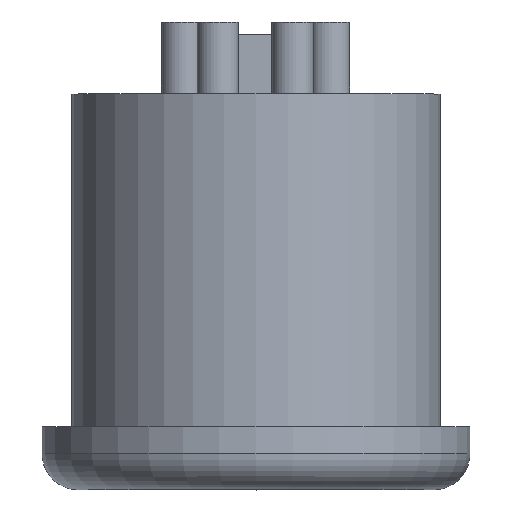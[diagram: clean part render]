
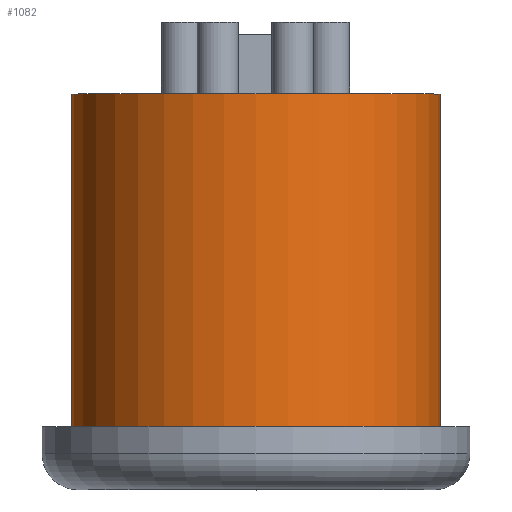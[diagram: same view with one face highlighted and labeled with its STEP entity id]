
A CAD part, top view. The second image highlights one B-rep face of the part: STEP entity #1082.
In plain terms, the highlighted cylindrical face has radius 10.25 mm (diameter 20.5 mm), a partial arc.
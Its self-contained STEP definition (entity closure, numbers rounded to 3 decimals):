
#269=DIRECTION('',(0.,1.,0.));
#270=VECTOR('',#269,18.5);
#271=CARTESIAN_POINT('',(10.25,3.5,0.));
#272=LINE('',#271,#270);
#273=CARTESIAN_POINT('',(0.,3.5,0.));
#274=DIRECTION('',(0.,-1.,0.));
#275=DIRECTION('',(1.,0.,0.));
#276=AXIS2_PLACEMENT_3D('',#273,#274,#275);
#278=DIRECTION('',(0.,1.,0.));
#279=VECTOR('',#278,18.5);
#280=CARTESIAN_POINT('',(-10.25,3.5,0.));
#281=LINE('',#280,#279);
#282=CARTESIAN_POINT('',(0.,22.,0.));
#283=DIRECTION('',(0.,-1.,0.));
#284=DIRECTION('',(1.,0.,0.));
#285=AXIS2_PLACEMENT_3D('',#282,#283,#284);
#809=CARTESIAN_POINT('',(10.25,3.5,0.));
#810=CARTESIAN_POINT('',(10.25,22.,0.));
#811=VERTEX_POINT('',#809);
#812=VERTEX_POINT('',#810);
#813=CARTESIAN_POINT('',(-10.25,3.5,0.));
#814=CARTESIAN_POINT('',(-10.25,22.,0.));
#815=VERTEX_POINT('',#813);
#816=VERTEX_POINT('',#814);
#1070=CARTESIAN_POINT('',(0.,-1.1,0.));
#1071=DIRECTION('',(0.,1.,0.));
#1072=DIRECTION('',(1.,0.,0.));
#1073=AXIS2_PLACEMENT_3D('',#1070,#1071,#1072);
#1074=CYLINDRICAL_SURFACE('',#1073,10.25);
#1075=ORIENTED_EDGE('',*,*,#1060,.F.);
#1076=ORIENTED_EDGE('',*,*,#1050,.T.);
#1077=ORIENTED_EDGE('',*,*,#1064,.T.);
#1079=ORIENTED_EDGE('',*,*,#1078,.F.);
#1080=EDGE_LOOP('',(#1075,#1076,#1077,#1079));
#1081=FACE_OUTER_BOUND('',#1080,.F.);
#277=CIRCLE('',#276,10.25);
#286=CIRCLE('',#285,10.25);
#1050=EDGE_CURVE('',#811,#815,#277,.T.);
#1060=EDGE_CURVE('',#811,#812,#272,.T.);
#1064=EDGE_CURVE('',#815,#816,#281,.T.);
#1078=EDGE_CURVE('',#812,#816,#286,.T.);
#1082=ADVANCED_FACE('',(#1081),#1074,.T.);
